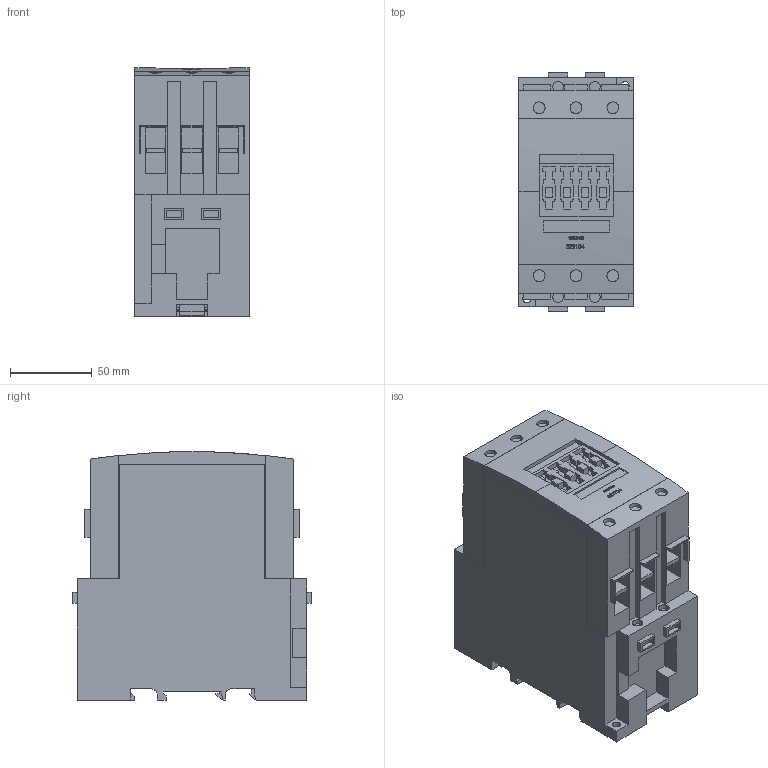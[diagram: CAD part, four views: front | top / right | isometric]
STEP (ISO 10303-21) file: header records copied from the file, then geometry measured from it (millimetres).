
FILE_DESCRIPTION (( 'STEP AP214' ), '1' );
FILE_NAME ('3RT104_SA_DC_bearb1.STEP', '2007-01-16T10:02:19', ( 'Günter Reindl' ), ( 'Siemens and Partners' ), 'SwSTEP 2.0', 'SolidWorks 2007', '' );
FILE_SCHEMA (( 'AUTOMOTIVE_DESIGN' ));
Length unit declared in the file: millimetre
Products named in the file (1): 3RT104_SA_DC_bearb1
Bounding box: 70 x 145.6 x 152 mm (x, y, z)
Volume: 1271136.6 mm3; surface area: 102617.5 mm2
Topology: 1 solids, 1 shells, 638 faces, 1716 edges, 1143 vertices
Faces by surface type: plane 551, bspline 52, cylinder 35
Entity records: 27242 total; most frequent: CARTESIAN_POINT 6597, ORIENTED_EDGE 3432, DIRECTION 2863, EDGE_CURVE 1716, VECTOR 1479, LINE 1479, VERTEX_POINT 1143, EDGE_LOOP 705
